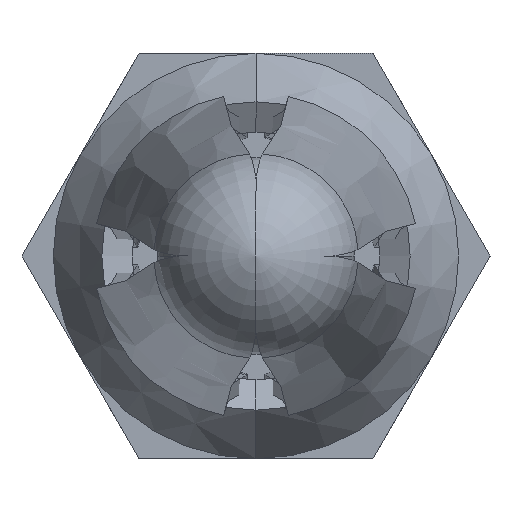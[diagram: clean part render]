
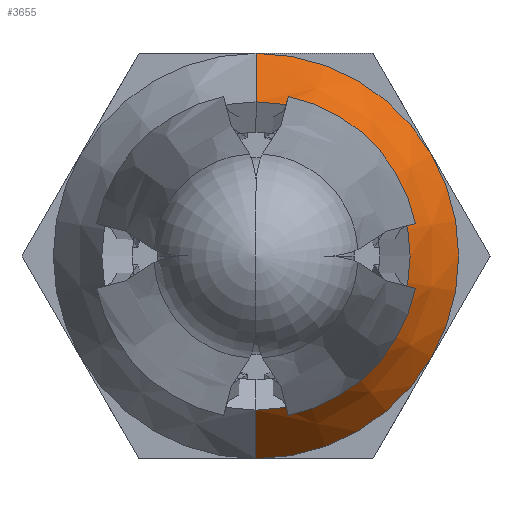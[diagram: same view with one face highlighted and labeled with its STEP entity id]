
A CAD part, front view. The second image highlights one B-rep face of the part: STEP entity #3655.
In plain terms, the highlighted conical face has half-angle 30.961 degrees and reference radius 2.106 mm.
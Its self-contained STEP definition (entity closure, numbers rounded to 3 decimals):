
#283 = CARTESIAN_POINT ( 'NONE',  ( 0., 12.858, 2.106 ) ) ;
#336 = DIRECTION ( 'NONE',  ( 0., 0., -1. ) ) ;
#337 = DIRECTION ( 'NONE',  ( 0., -1., 0. ) ) ;
#338 = CARTESIAN_POINT ( 'NONE',  ( 0., 13.963, 0. ) ) ;
#339 = AXIS2_PLACEMENT_3D ( 'NONE', #338, #337, #336 ) ;
#340 = CIRCLE ( 'NONE', #339, 2.769 ) ;
#341 = CARTESIAN_POINT ( 'NONE',  ( 0., 13.963, -2.769 ) ) ;
#342 = DIRECTION ( 'NONE',  ( 0., 0.858, -0.514 ) ) ;
#343 = VECTOR ( 'NONE', #342, 1000. ) ;
#344 = CARTESIAN_POINT ( 'NONE',  ( 0., 12.858, -2.106 ) ) ;
#345 = LINE ( 'NONE', #344, #343 ) ;
#467 = DIRECTION ( 'NONE',  ( 0., 0., -1. ) ) ;
#468 = DIRECTION ( 'NONE',  ( 0., -1., 0. ) ) ;
#469 = CARTESIAN_POINT ( 'NONE',  ( 0., 12.858, 0. ) ) ;
#470 = AXIS2_PLACEMENT_3D ( 'NONE', #469, #468, #467 ) ;
#476 = CIRCLE ( 'NONE', #470, 2.106 ) ;
#482 = DIRECTION ( 'NONE',  ( 0., 0.858, 0.514 ) ) ;
#483 = VECTOR ( 'NONE', #482, 1000. ) ;
#484 = CARTESIAN_POINT ( 'NONE',  ( 0., 12.858, 2.106 ) ) ;
#485 = LINE ( 'NONE', #484, #483 ) ;
#571 = CARTESIAN_POINT ( 'NONE',  ( 0., 12.858, -2.106 ) ) ;
#650 = DIRECTION ( 'NONE',  ( 0., 0., 1. ) ) ;
#651 = DIRECTION ( 'NONE',  ( 0., 1., 0. ) ) ;
#652 = AXIS2_PLACEMENT_3D ( 'NONE', #653, #651, #650 ) ;
#653 = CARTESIAN_POINT ( 'NONE',  ( 0., 12.858, 0. ) ) ;
#654 = CONICAL_SURFACE ( 'NONE', #652, 2.106, 0.54 ) ;
#655 = FACE_OUTER_BOUND ( 'NONE', #3663, .T. ) ;
#3360 = VERTEX_POINT ( 'NONE', #6016 ) ;
#3510 = VERTEX_POINT ( 'NONE', #283 ) ;
#3511 = ORIENTED_EDGE ( 'NONE', *, *, #3512, .T. ) ;
#3512 = EDGE_CURVE ( 'NONE', #3629, #3513, #345, .T. ) ;
#3513 = VERTEX_POINT ( 'NONE', #341 ) ;
#3514 = ORIENTED_EDGE ( 'NONE', *, *, #3515, .T. ) ;
#3515 = EDGE_CURVE ( 'NONE', #3513, #3360, #340, .T. ) ;
#3522 = ORIENTED_EDGE ( 'NONE', *, *, #3592, .F. ) ;
#3529 = ORIENTED_EDGE ( 'NONE', *, *, #3589, .F. ) ;
#3589 = EDGE_CURVE ( 'NONE', #3510, #3360, #485, .T. ) ;
#3592 = EDGE_CURVE ( 'NONE', #3629, #3510, #476, .T. ) ;
#3629 = VERTEX_POINT ( 'NONE', #571 ) ;
#3655 = ADVANCED_FACE ( 'NONE', ( #655 ), #654, .T. ) ;
#3663 = EDGE_LOOP ( 'NONE', ( #3522, #3511, #3514, #3529 ) ) ;
#6016 = CARTESIAN_POINT ( 'NONE',  ( 0., 13.963, 2.769 ) ) ;
